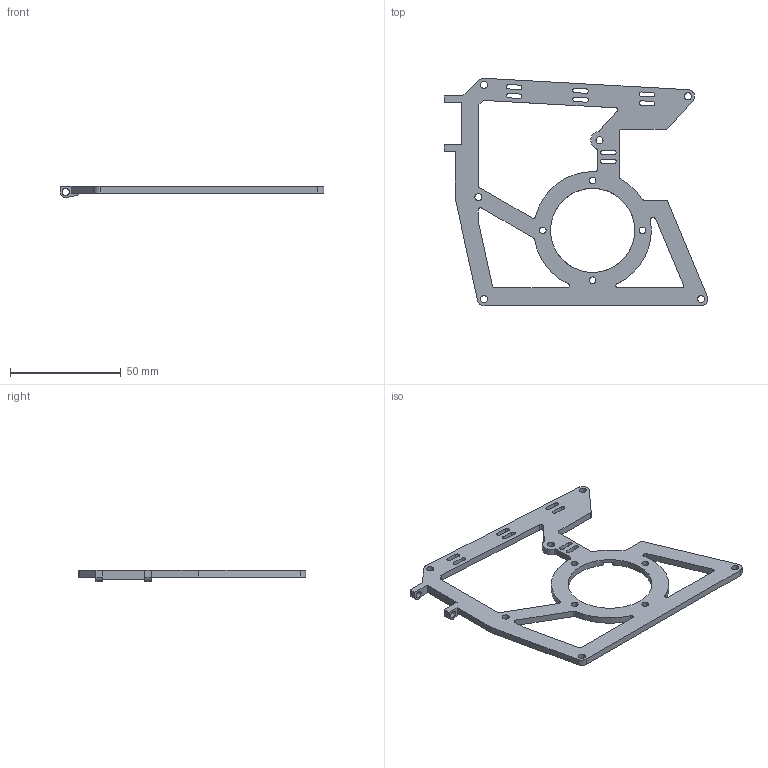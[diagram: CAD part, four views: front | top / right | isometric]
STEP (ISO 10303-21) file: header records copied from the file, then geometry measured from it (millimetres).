
FILE_DESCRIPTION(/* description */ (''),/* implementation_level */ '2;1');
FILE_NAME(/* name */ 'pimount_mk2_YOGI_Aug-26-180634-2015_Conflict.stp',/* time_stamp */ '2015-08-27T09:39:19+02:00',/* author */ (''),/* organization */ (''),/* preprocessor_version */ 'ST-DEVELOPER v14',/* originating_system */ 'SIEMENS PLM Software NX 8.0',/* authorisation */ '');
FILE_SCHEMA (('AUTOMOTIVE_DESIGN { 1 0 10303 214 3 1 1 1 }'));
Length unit declared in the file: millimetre
Products named in the file (1): pimount_mk2_YOGI_Aug-26-180634-2015_Conflict
Bounding box: 118.99 x 102.65 x 5 mm (x, y, z)
Volume: 13644.8 mm3; surface area: 13013.2 mm2
Topology: 1 solids, 1 shells, 117 faces, 408 edges, 358 vertices
Faces by surface type: cylinder 65, plane 52
Full cylindrical faces by diameter (mm): 3 x4, 3.2 x8, 38 x1
Entity records: 4609 total; most frequent: DIRECTION 776, CARTESIAN_POINT 747, ORIENTED_EDGE 664, EDGE_CURVE 332, AXIS2_PLACEMENT_3D 267, LINE 242, VECTOR 242, VERTEX_POINT 229
